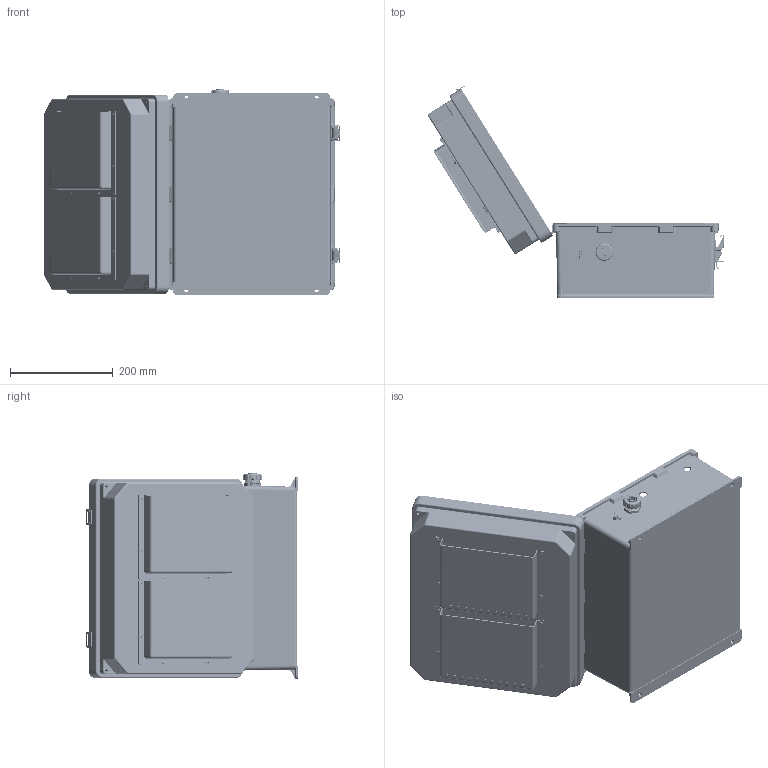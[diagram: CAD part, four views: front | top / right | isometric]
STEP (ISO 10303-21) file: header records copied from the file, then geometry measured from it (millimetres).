
FILE_DESCRIPTION (( 'STEP AP214' ), '1' );
FILE_NAME ('NB141207-50V_3D.step', '2025-10-28T17:13:48', ( '' ), ( '' ), 'SwSTEP 2.0', 'SolidWorks 2025', '' );
FILE_SCHEMA (( 'AUTOMOTIVE_DESIGN' ));
Length unit declared in the file: inch
Products named in the file (25): XFW-0002; XF451-01; XFS-0023_92470A148; XF797-02; 10-32 NEMA PLATE SCREW; XFS-0026; XC-0003; XCT-0005; XCT-0011; NB141207-50V_3D; XFR-0005; NEMA 14-400 GroundWire; XM220-01-UL; NB141207-DoorClasp-1; XFN-0002; NB141207-Lid-Vented; XFS-0017; NB141207-DoorClasp-2; XCT-0010; XFN-0003; Fan Screen-120x120 ALUM; XCTB-0002; XFN-0013; NB141207-Box; NB141207-Hinge
Assembly tree (61 placements, depth 2):
  NB141207-50V_3D
    NB141207-Box
    NB141207-Hinge  x2
    NB141207-Lid-Vented
    NB141207-DoorClasp-1  x2
    NB141207-DoorClasp-2  x2
    XC-0003
    XFS-0026
    XCT-0005
    XFN-0003  x2
    XFW-0002
    XF451-01
    XCT-0010
    XCT-0011
    XCTB-0002
    XFN-0013  x2
    10-32 NEMA PLATE SCREW  x4
    XFS-0017  x3
    XF797-02
    NEMA 14-400 GroundWire
    XM220-01-UL  x2
    XFN-0002  x8
    Fan Screen-120x120 ALUM  x2
    XFR-0005  x12
    XFS-0023_92470A148  x8
Bounding box: 578.07 x 413.05 x 402.37 mm (x, y, z)
Volume: 2343582.9 mm3; surface area: 1582967.9 mm2
Topology: 67 solids, 68 shells, 5859 faces, 15651 edges, 9923 vertices
Faces by surface type: cylinder 2816, plane 1544, cone 779, bspline 346, torus 330, sphere 44
Entity records: 125081 total; most frequent: CARTESIAN_POINT 39766, ORIENTED_EDGE 17874, DIRECTION 17425, EDGE_CURVE 8937, AXIS2_PLACEMENT_3D 6662, VERTEX_POINT 5615, EDGE_LOOP 4258, VECTOR 4101
